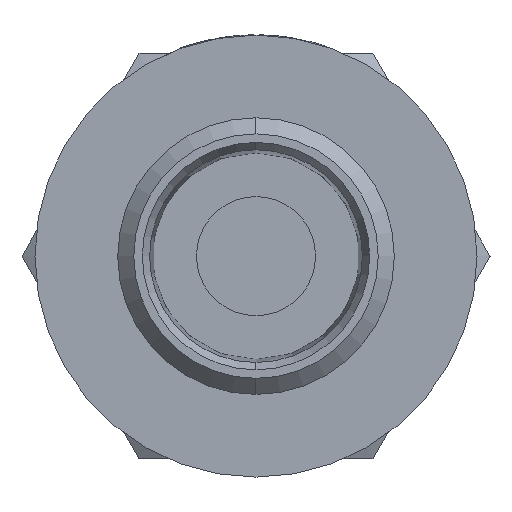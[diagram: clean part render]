
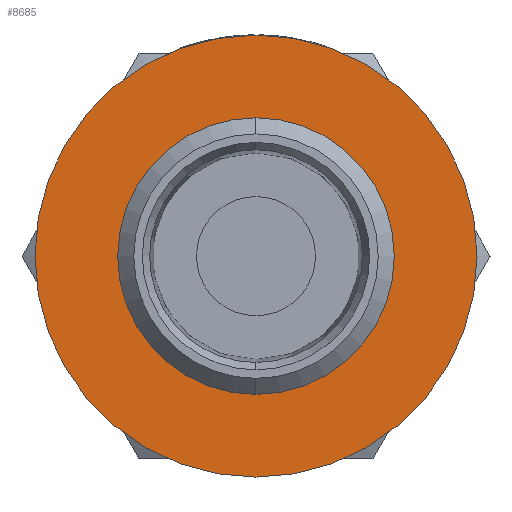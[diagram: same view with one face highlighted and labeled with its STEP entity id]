
A CAD part, left-side view. The second image highlights one B-rep face of the part: STEP entity #8685.
In plain terms, the highlighted planar face has unit normal (-1, 0, 0).
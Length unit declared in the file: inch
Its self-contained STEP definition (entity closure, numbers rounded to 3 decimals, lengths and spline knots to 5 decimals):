
#195 = EDGE_CURVE ( 'NONE', #6364, #10539, #9377, .T. ) ;
#205 = DIRECTION ( 'NONE',  ( 0., 0., 1. ) ) ;
#258 = FACE_BOUND ( 'NONE', #7223, .T. ) ;
#377 = DIRECTION ( 'NONE',  ( -1., 0., 0. ) ) ;
#433 = CARTESIAN_POINT ( 'NONE',  ( 0.49803, 0., 0. ) ) ;
#492 = DIRECTION ( 'NONE',  ( 1., 0., 0. ) ) ;
#656 = EDGE_CURVE ( 'NONE', #10539, #6364, #5506, .T. ) ;
#697 = DIRECTION ( 'NONE',  ( 1., 0., 0. ) ) ;
#1288 = ORIENTED_EDGE ( 'NONE', *, *, #7100, .F. ) ;
#1559 = DIRECTION ( 'NONE',  ( 0., 0., 1. ) ) ;
#1636 = AXIS2_PLACEMENT_3D ( 'NONE', #433, #492, #7487 ) ;
#1862 = DIRECTION ( 'NONE',  ( 0., 0., 1. ) ) ;
#1974 = ORIENTED_EDGE ( 'NONE', *, *, #195, .T. ) ;
#2041 = EDGE_LOOP ( 'NONE', ( #8806, #1288 ) ) ;
#2108 = CARTESIAN_POINT ( 'NONE',  ( 0.49803, 0., -0.18996 ) ) ;
#2284 = VERTEX_POINT ( 'NONE', #8252 ) ;
#3537 = CARTESIAN_POINT ( 'NONE',  ( 0.49803, 0., 0.18996 ) ) ;
#4053 = CARTESIAN_POINT ( 'NONE',  ( 0.49803, 0., 0. ) ) ;
#4540 = AXIS2_PLACEMENT_3D ( 'NONE', #5339, #11344, #1862 ) ;
#4908 = DIRECTION ( 'NONE',  ( 0., 0., 1. ) ) ;
#5339 = CARTESIAN_POINT ( 'NONE',  ( 0.49803, 0., 0. ) ) ;
#5506 = CIRCLE ( 'NONE', #8841, 0.18996 ) ;
#5753 = ORIENTED_EDGE ( 'NONE', *, *, #656, .T. ) ;
#6364 = VERTEX_POINT ( 'NONE', #2108 ) ;
#7001 = AXIS2_PLACEMENT_3D ( 'NONE', #4053, #10113, #4908 ) ;
#7100 = EDGE_CURVE ( 'NONE', #2284, #10943, #9755, .T. ) ;
#7223 = EDGE_LOOP ( 'NONE', ( #5753, #1974 ) ) ;
#7487 = DIRECTION ( 'NONE',  ( 0., 0., 1. ) ) ;
#8252 = CARTESIAN_POINT ( 'NONE',  ( 0.49803, 0., -0.3435 ) ) ;
#8685 = ADVANCED_FACE ( 'NONE', ( #258, #10022 ), #9906, .T. ) ;
#8806 = ORIENTED_EDGE ( 'NONE', *, *, #10340, .F. ) ;
#8841 = AXIS2_PLACEMENT_3D ( 'NONE', #10458, #697, #1559 ) ;
#9377 = CIRCLE ( 'NONE', #1636, 0.18996 ) ;
#9755 = CIRCLE ( 'NONE', #7001, 0.3435 ) ;
#9906 = PLANE ( 'NONE',  #10490 ) ;
#10022 = FACE_OUTER_BOUND ( 'NONE', #2041, .T. ) ;
#10113 = DIRECTION ( 'NONE',  ( 1., 0., 0. ) ) ;
#10340 = EDGE_CURVE ( 'NONE', #10943, #2284, #10455, .T. ) ;
#10449 = CARTESIAN_POINT ( 'NONE',  ( 0.49803, 0., 0.3435 ) ) ;
#10455 = CIRCLE ( 'NONE', #4540, 0.3435 ) ;
#10458 = CARTESIAN_POINT ( 'NONE',  ( 0.49803, 0., 0. ) ) ;
#10490 = AXIS2_PLACEMENT_3D ( 'NONE', #10900, #377, #205 ) ;
#10539 = VERTEX_POINT ( 'NONE', #3537 ) ;
#10900 = CARTESIAN_POINT ( 'NONE',  ( 0.49803, 0., 0. ) ) ;
#10943 = VERTEX_POINT ( 'NONE', #10449 ) ;
#11344 = DIRECTION ( 'NONE',  ( 1., 0., 0. ) ) ;
